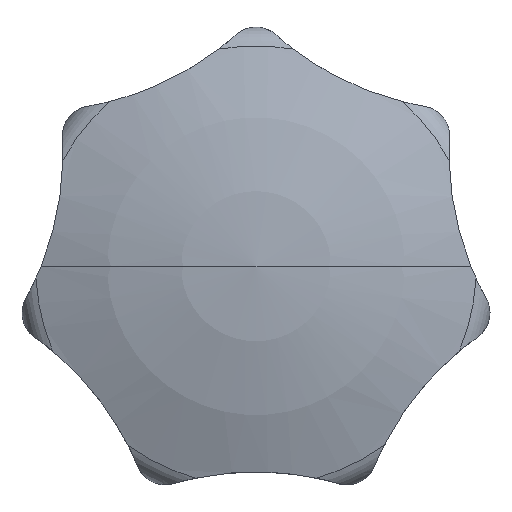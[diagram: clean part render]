
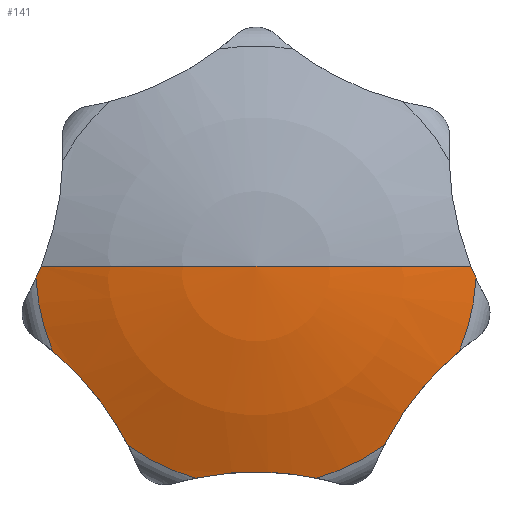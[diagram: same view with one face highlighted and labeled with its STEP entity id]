
A CAD part, top view. The second image highlights one B-rep face of the part: STEP entity #141.
In plain terms, the highlighted spherical face has radius 100 mm.
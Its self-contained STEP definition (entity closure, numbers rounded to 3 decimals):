
#141=ADVANCED_FACE('',(#293),#294,.T.);
#293=FACE_OUTER_BOUND('',#454,.T.);
#294=SPHERICAL_SURFACE('',#455,100.0);
#454=EDGE_LOOP('',(#842,#843,#844,#845,#846,#847,#848,#849,#850,#851,#852));
#455=AXIS2_PLACEMENT_3D('',#853,#854,#855);
#842=ORIENTED_EDGE('',*,*,#1010,.F.);
#843=ORIENTED_EDGE('',*,*,#1153,.T.);
#844=ORIENTED_EDGE('',*,*,#1168,.T.);
#845=ORIENTED_EDGE('',*,*,#1093,.T.);
#846=ORIENTED_EDGE('',*,*,#1169,.T.);
#847=ORIENTED_EDGE('',*,*,#1106,.T.);
#848=ORIENTED_EDGE('',*,*,#1170,.T.);
#849=ORIENTED_EDGE('',*,*,#1118,.T.);
#850=ORIENTED_EDGE('',*,*,#1171,.T.);
#851=ORIENTED_EDGE('',*,*,#1125,.T.);
#852=ORIENTED_EDGE('',*,*,#1011,.F.);
#853=CARTESIAN_POINT('',(0.,0.,-50.));
#854=DIRECTION('',(0.,0.,1.0));
#855=DIRECTION('',(-1.0,0.,0.0));
#1010=EDGE_CURVE('',#1216,#1217,#1218,.T.);
#1011=EDGE_CURVE('',#1217,#1219,#1220,.T.);
#1093=EDGE_CURVE('',#1341,#1348,#1350,.T.);
#1106=EDGE_CURVE('',#1362,#1369,#1371,.T.);
#1118=EDGE_CURVE('',#1383,#1388,#1390,.T.);
#1125=EDGE_CURVE('',#1393,#1219,#1399,.T.);
#1153=EDGE_CURVE('',#1216,#1440,#1443,.T.);
#1168=EDGE_CURVE('',#1440,#1341,#1460,.T.);
#1169=EDGE_CURVE('',#1348,#1362,#1461,.T.);
#1170=EDGE_CURVE('',#1369,#1383,#1462,.T.);
#1171=EDGE_CURVE('',#1388,#1393,#1463,.T.);
#1216=VERTEX_POINT('',#1574);
#1217=VERTEX_POINT('',#1575);
#1218=CIRCLE('',#1576,100.0);
#1219=VERTEX_POINT('',#1577);
#1220=CIRCLE('',#1578,100.0);
#1341=VERTEX_POINT('',#1779);
#1348=VERTEX_POINT('',#1802);
#1350=B_SPLINE_CURVE_WITH_KNOTS('',3,(#1809,#1810,#1811,#1812,#1813,#1814,#1815,#1816,#1817,#1818,#1819,#1820,#1821,#1822),.UNSPECIFIED.,.F.,.F.,(4,2,2,2,2,2,4),(70.315,72.596,76.421,80.245,84.07,87.895,90.176),.UNSPECIFIED.);
#1362=VERTEX_POINT('',#1863);
#1369=VERTEX_POINT('',#1909);
#1371=B_SPLINE_CURVE_WITH_KNOTS('',3,(#1916,#1917,#1918,#1919,#1920,#1921,#1922,#1923,#1924,#1925,#1926,#1927,#1928,#1929),.UNSPECIFIED.,.F.,.F.,(4,2,2,2,2,2,4),(70.315,72.596,76.421,80.245,84.07,87.895,90.176),.UNSPECIFIED.);
#1383=VERTEX_POINT('',#1970);
#1388=VERTEX_POINT('',#1988);
#1390=B_SPLINE_CURVE_WITH_KNOTS('',3,(#1995,#1996,#1997,#1998,#1999,#2000,#2001,#2002,#2003,#2004,#2005,#2006,#2007,#2008),.UNSPECIFIED.,.F.,.F.,(4,2,2,2,2,2,4),(70.315,72.596,76.421,80.245,84.07,87.895,90.176),.UNSPECIFIED.);
#1393=VERTEX_POINT('',#2011);
#1399=B_SPLINE_CURVE_WITH_KNOTS('',3,(#2044,#2045,#2046,#2047,#2048,#2049,#2050,#2051,#2052,#2053,#2054,#2055,#2056,#2057),.UNSPECIFIED.,.F.,.F.,(4,2,2,2,2,2,4),(70.315,72.596,76.421,80.245,84.07,87.895,90.176),.UNSPECIFIED.);
#1440=VERTEX_POINT('',#2211);
#1443=B_SPLINE_CURVE_WITH_KNOTS('',3,(#2219,#2220,#2221,#2222,#2223,#2224,#2225,#2226,#2227,#2228,#2229,#2230,#2231,#2232),.UNSPECIFIED.,.F.,.F.,(4,2,2,2,2,2,4),(70.315,72.596,76.421,80.245,84.07,87.895,90.176),.UNSPECIFIED.);
#1460=CIRCLE('',#2330,36.842);
#1461=CIRCLE('',#2331,36.842);
#1462=CIRCLE('',#2332,36.842);
#1463=CIRCLE('',#2333,36.842);
#1574=CARTESIAN_POINT('',(-35.941,0.,43.318));
#1575=CARTESIAN_POINT('',(0.,0.,50.));
#1576=AXIS2_PLACEMENT_3D('',#2363,#2364,#2365);
#1577=CARTESIAN_POINT('',(35.941,0.,43.318));
#1578=AXIS2_PLACEMENT_3D('',#2366,#2367,#2368);
#1779=CARTESIAN_POINT('',(-34.001,-14.186,42.966));
#1802=CARTESIAN_POINT('',(-21.397,-29.992,42.966));
#1809=CARTESIAN_POINT('',(-34.001,-14.186,42.966));
#1810=CARTESIAN_POINT('',(-33.396,-14.69,43.11));
#1811=CARTESIAN_POINT('',(-32.802,-15.208,43.238));
#1812=CARTESIAN_POINT('',(-31.249,-16.631,43.535));
#1813=CARTESIAN_POINT('',(-30.313,-17.558,43.673));
#1814=CARTESIAN_POINT('',(-28.532,-19.467,43.854));
#1815=CARTESIAN_POINT('',(-27.687,-20.449,43.898));
#1816=CARTESIAN_POINT('',(-26.097,-22.442,43.898));
#1817=CARTESIAN_POINT('',(-25.328,-23.485,43.854));
#1818=CARTESIAN_POINT('',(-23.863,-25.646,43.673));
#1819=CARTESIAN_POINT('',(-23.167,-26.764,43.535));
#1820=CARTESIAN_POINT('',(-22.126,-28.596,43.238));
#1821=CARTESIAN_POINT('',(-21.753,-29.29,43.11));
#1822=CARTESIAN_POINT('',(-21.397,-29.992,42.966));
#1863=CARTESIAN_POINT('',(-10.108,-35.428,42.966));
#1909=CARTESIAN_POINT('',(10.108,-35.428,42.966));
#1916=CARTESIAN_POINT('',(-10.108,-35.428,42.966));
#1917=CARTESIAN_POINT('',(-9.337,-35.269,43.11));
#1918=CARTESIAN_POINT('',(-8.561,-35.128,43.238));
#1919=CARTESIAN_POINT('',(-6.481,-34.8,43.535));
#1920=CARTESIAN_POINT('',(-5.172,-34.647,43.673));
#1921=CARTESIAN_POINT('',(-2.569,-34.445,43.854));
#1922=CARTESIAN_POINT('',(-1.275,-34.396,43.898));
#1923=CARTESIAN_POINT('',(1.275,-34.396,43.898));
#1924=CARTESIAN_POINT('',(2.569,-34.445,43.854));
#1925=CARTESIAN_POINT('',(5.172,-34.647,43.673));
#1926=CARTESIAN_POINT('',(6.481,-34.8,43.535));
#1927=CARTESIAN_POINT('',(8.561,-35.128,43.238));
#1928=CARTESIAN_POINT('',(9.337,-35.269,43.11));
#1929=CARTESIAN_POINT('',(10.108,-35.428,42.966));
#1970=CARTESIAN_POINT('',(21.397,-29.992,42.966));
#1988=CARTESIAN_POINT('',(34.001,-14.186,42.966));
#1995=CARTESIAN_POINT('',(21.397,-29.992,42.966));
#1996=CARTESIAN_POINT('',(21.753,-29.29,43.11));
#1997=CARTESIAN_POINT('',(22.126,-28.596,43.238));
#1998=CARTESIAN_POINT('',(23.167,-26.764,43.535));
#1999=CARTESIAN_POINT('',(23.863,-25.646,43.673));
#2000=CARTESIAN_POINT('',(25.328,-23.485,43.854));
#2001=CARTESIAN_POINT('',(26.097,-22.442,43.898));
#2002=CARTESIAN_POINT('',(27.687,-20.449,43.898));
#2003=CARTESIAN_POINT('',(28.532,-19.467,43.854));
#2004=CARTESIAN_POINT('',(30.313,-17.558,43.673));
#2005=CARTESIAN_POINT('',(31.249,-16.631,43.535));
#2006=CARTESIAN_POINT('',(32.802,-15.208,43.238));
#2007=CARTESIAN_POINT('',(33.396,-14.69,43.11));
#2008=CARTESIAN_POINT('',(34.001,-14.186,42.966));
#2011=CARTESIAN_POINT('',(36.789,-1.971,42.966));
#2044=CARTESIAN_POINT('',(36.789,-1.971,42.966));
#2045=CARTESIAN_POINT('',(36.462,-1.255,43.11));
#2046=CARTESIAN_POINT('',(36.152,-0.53,43.238));
#2047=CARTESIAN_POINT('',(35.37,1.425,43.535));
#2048=CARTESIAN_POINT('',(34.929,2.667,43.673));
#2049=CARTESIAN_POINT('',(34.153,5.16,43.854));
#2050=CARTESIAN_POINT('',(33.817,6.411,43.898));
#2051=CARTESIAN_POINT('',(33.25,8.897,43.898));
#2052=CARTESIAN_POINT('',(33.01,10.17,43.854));
#2053=CARTESIAN_POINT('',(32.627,12.752,43.673));
#2054=CARTESIAN_POINT('',(32.485,14.062,43.535));
#2055=CARTESIAN_POINT('',(32.342,16.164,43.238));
#2056=CARTESIAN_POINT('',(32.307,16.951,43.11));
#2057=CARTESIAN_POINT('',(32.291,17.738,42.966));
#2211=CARTESIAN_POINT('',(-36.789,-1.971,42.966));
#2219=CARTESIAN_POINT('',(-32.291,17.738,42.966));
#2220=CARTESIAN_POINT('',(-32.307,16.951,43.11));
#2221=CARTESIAN_POINT('',(-32.342,16.164,43.238));
#2222=CARTESIAN_POINT('',(-32.485,14.062,43.535));
#2223=CARTESIAN_POINT('',(-32.627,12.752,43.673));
#2224=CARTESIAN_POINT('',(-33.01,10.17,43.854));
#2225=CARTESIAN_POINT('',(-33.25,8.897,43.898));
#2226=CARTESIAN_POINT('',(-33.817,6.411,43.898));
#2227=CARTESIAN_POINT('',(-34.153,5.16,43.854));
#2228=CARTESIAN_POINT('',(-34.929,2.667,43.673));
#2229=CARTESIAN_POINT('',(-35.37,1.425,43.535));
#2230=CARTESIAN_POINT('',(-36.152,-0.53,43.238));
#2231=CARTESIAN_POINT('',(-36.462,-1.255,43.11));
#2232=CARTESIAN_POINT('',(-36.789,-1.971,42.966));
#2330=AXIS2_PLACEMENT_3D('',#2513,#2514,#2515);
#2331=AXIS2_PLACEMENT_3D('',#2516,#2517,#2518);
#2332=AXIS2_PLACEMENT_3D('',#2519,#2520,#2521);
#2333=AXIS2_PLACEMENT_3D('',#2522,#2523,#2524);
#2363=CARTESIAN_POINT('',(0.,0.,-50.));
#2364=DIRECTION('',(0.,1.0,0.));
#2365=DIRECTION('',(0.0,0.,-1.0));
#2366=CARTESIAN_POINT('',(0.,0.,-50.));
#2367=DIRECTION('',(0.,1.0,0.));
#2368=DIRECTION('',(0.0,0.,-1.0));
#2513=CARTESIAN_POINT('',(0.,0.,42.966));
#2514=DIRECTION('',(0.,0.,1.0));
#2515=DIRECTION('',(1.0,0.,0.));
#2516=CARTESIAN_POINT('',(0.,0.,42.966));
#2517=DIRECTION('',(0.,0.,1.0));
#2518=DIRECTION('',(1.0,0.,0.));
#2519=CARTESIAN_POINT('',(0.,0.,42.966));
#2520=DIRECTION('',(0.,0.,1.0));
#2521=DIRECTION('',(1.0,0.,0.));
#2522=CARTESIAN_POINT('',(0.,0.,42.966));
#2523=DIRECTION('',(0.,0.,1.0));
#2524=DIRECTION('',(1.0,0.,0.));
